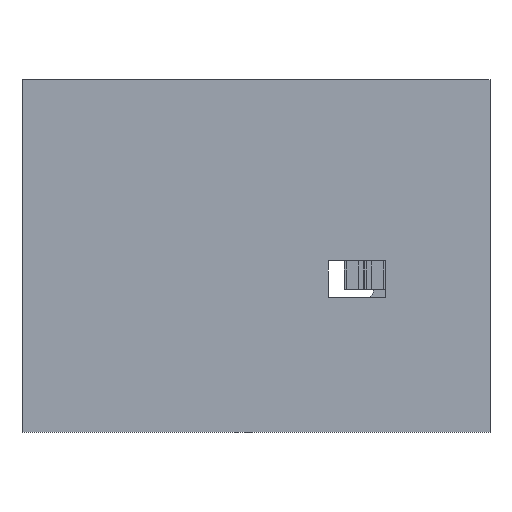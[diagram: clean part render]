
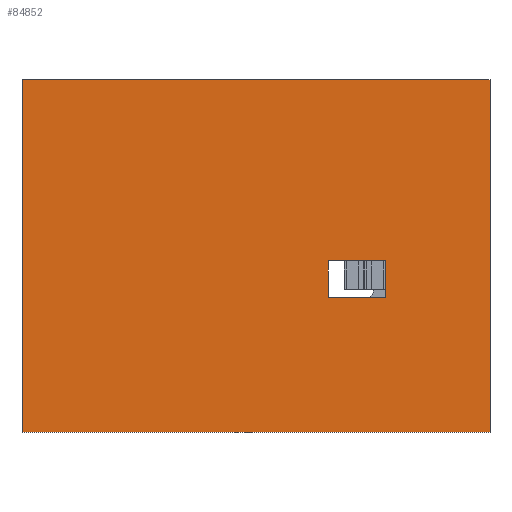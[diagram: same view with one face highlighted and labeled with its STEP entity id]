
A CAD part, front view. The second image highlights one B-rep face of the part: STEP entity #84852.
In plain terms, the highlighted planar face has unit normal (0, -1, 0).
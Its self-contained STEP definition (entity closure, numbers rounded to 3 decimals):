
#1893 = VERTEX_POINT ( 'NONE', #151853 ) ;
#2248 = DIRECTION ( 'NONE',  ( -1., 0., 0. ) ) ;
#12447 = VECTOR ( 'NONE', #50621, 1000. ) ;
#15963 = VECTOR ( 'NONE', #108527, 1000. ) ;
#16990 = CARTESIAN_POINT ( 'NONE',  ( 2620., -2000., 3451. ) ) ;
#17627 = EDGE_LOOP ( 'NONE', ( #94602, #86673, #99550, #38540 ) ) ;
#22528 = CARTESIAN_POINT ( 'NONE',  ( 0., -2000., 0. ) ) ;
#38540 = ORIENTED_EDGE ( 'NONE', *, *, #237951, .T. ) ;
#40830 = CARTESIAN_POINT ( 'NONE',  ( 120., -2000., 3451. ) ) ;
#42996 = CARTESIAN_POINT ( 'NONE',  ( 7120., -2000., 11269. ) ) ;
#44533 = EDGE_CURVE ( 'NONE', #85255, #237628, #213084, .T. ) ;
#46077 = VECTOR ( 'NONE', #189082, 1000. ) ;
#47160 = VECTOR ( 'NONE', #64820, 1000. ) ;
#50621 = DIRECTION ( 'NONE',  ( 1., 0., 0. ) ) ;
#53573 = VECTOR ( 'NONE', #154839, 1000. ) ;
#64820 = DIRECTION ( 'NONE',  ( 0., 0., -1. ) ) ;
#71727 = VECTOR ( 'NONE', #2248, 1000. ) ;
#71989 = VECTOR ( 'NONE', #204576, 1000. ) ;
#75971 = FACE_OUTER_BOUND ( 'NONE', #17627, .T. ) ;
#81860 = CARTESIAN_POINT ( 'NONE',  ( 2620., -2000., 1851. ) ) ;
#84852 = ADVANCED_FACE ( 'NONE', ( #75971, #97800 ), #174287, .T. ) ;
#85255 = VERTEX_POINT ( 'NONE', #114533 ) ;
#86673 = ORIENTED_EDGE ( 'NONE', *, *, #44533, .T. ) ;
#94602 = ORIENTED_EDGE ( 'NONE', *, *, #153405, .T. ) ;
#97800 = FACE_BOUND ( 'NONE', #194059, .T. ) ;
#98133 = LINE ( 'NONE', #207438, #71727 ) ;
#99550 = ORIENTED_EDGE ( 'NONE', *, *, #179344, .T. ) ;
#102147 = ORIENTED_EDGE ( 'NONE', *, *, #233118, .T. ) ;
#104891 = EDGE_CURVE ( 'NONE', #189515, #203660, #193580, .T. ) ;
#108527 = DIRECTION ( 'NONE',  ( 0., 0., -1. ) ) ;
#110538 = VERTEX_POINT ( 'NONE', #140753 ) ;
#111937 = CARTESIAN_POINT ( 'NONE',  ( 7120., -2000., 11269. ) ) ;
#114533 = CARTESIAN_POINT ( 'NONE',  ( -13120., -2000., -3957.5 ) ) ;
#114826 = DIRECTION ( 'NONE',  ( 0., 0., -1. ) ) ;
#120168 = CARTESIAN_POINT ( 'NONE',  ( 7120., -2000., -3957.5 ) ) ;
#133282 = CARTESIAN_POINT ( 'NONE',  ( -13120., -2000., 11269. ) ) ;
#134499 = LINE ( 'NONE', #133282, #46077 ) ;
#134519 = CARTESIAN_POINT ( 'NONE',  ( 120., -2000., 1851. ) ) ;
#140753 = CARTESIAN_POINT ( 'NONE',  ( -13120., -2000., 11269. ) ) ;
#141384 = ORIENTED_EDGE ( 'NONE', *, *, #104891, .T. ) ;
#141670 = VECTOR ( 'NONE', #229165, 1000. ) ;
#142947 = LINE ( 'NONE', #217012, #12447 ) ;
#151853 = CARTESIAN_POINT ( 'NONE',  ( 120., -2000., 1851. ) ) ;
#153405 = EDGE_CURVE ( 'NONE', #110538, #85255, #163195, .T. ) ;
#154839 = DIRECTION ( 'NONE',  ( 1., 0., 0. ) ) ;
#156450 = VERTEX_POINT ( 'NONE', #40830 ) ;
#158444 = CARTESIAN_POINT ( 'NONE',  ( -13120., -2000., -3957.5 ) ) ;
#159845 = EDGE_CURVE ( 'NONE', #1893, #156450, #209775, .T. ) ;
#162767 = EDGE_CURVE ( 'NONE', #156450, #189515, #142947, .T. ) ;
#163195 = LINE ( 'NONE', #237188, #15963 ) ;
#174287 = PLANE ( 'NONE',  #177772 ) ;
#176919 = ORIENTED_EDGE ( 'NONE', *, *, #159845, .T. ) ;
#177772 = AXIS2_PLACEMENT_3D ( 'NONE', #22528, #225329, #114826 ) ;
#179344 = EDGE_CURVE ( 'NONE', #237628, #218356, #209386, .T. ) ;
#189082 = DIRECTION ( 'NONE',  ( -1., 0., 0. ) ) ;
#189515 = VERTEX_POINT ( 'NONE', #16990 ) ;
#193580 = LINE ( 'NONE', #81860, #47160 ) ;
#194059 = EDGE_LOOP ( 'NONE', ( #176919, #238567, #141384, #102147 ) ) ;
#203660 = VERTEX_POINT ( 'NONE', #239663 ) ;
#204576 = DIRECTION ( 'NONE',  ( 0., 0., 1. ) ) ;
#207438 = CARTESIAN_POINT ( 'NONE',  ( 120., -2000., 1851. ) ) ;
#209386 = LINE ( 'NONE', #42996, #71989 ) ;
#209775 = LINE ( 'NONE', #134519, #141670 ) ;
#213084 = LINE ( 'NONE', #158444, #53573 ) ;
#217012 = CARTESIAN_POINT ( 'NONE',  ( 120., -2000., 3451. ) ) ;
#218356 = VERTEX_POINT ( 'NONE', #111937 ) ;
#225329 = DIRECTION ( 'NONE',  ( 0., -1., 0. ) ) ;
#229165 = DIRECTION ( 'NONE',  ( 0., 0., 1. ) ) ;
#233118 = EDGE_CURVE ( 'NONE', #203660, #1893, #98133, .T. ) ;
#237188 = CARTESIAN_POINT ( 'NONE',  ( -13120., -2000., 11269. ) ) ;
#237628 = VERTEX_POINT ( 'NONE', #120168 ) ;
#237951 = EDGE_CURVE ( 'NONE', #218356, #110538, #134499, .T. ) ;
#238567 = ORIENTED_EDGE ( 'NONE', *, *, #162767, .T. ) ;
#239663 = CARTESIAN_POINT ( 'NONE',  ( 2620., -2000., 1851. ) ) ;
